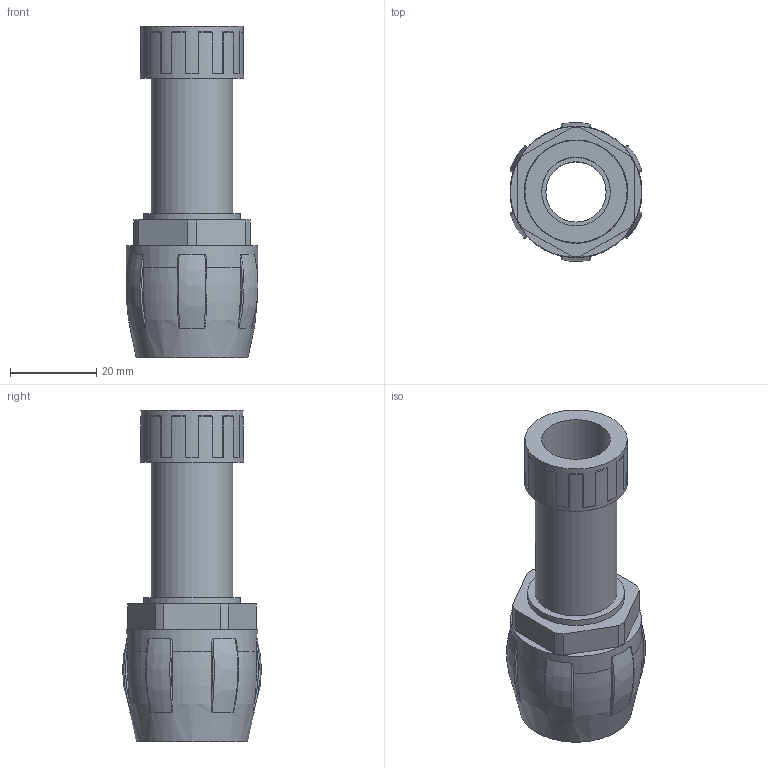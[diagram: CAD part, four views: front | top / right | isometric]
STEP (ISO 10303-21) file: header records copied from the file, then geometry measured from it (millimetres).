
FILE_DESCRIPTION (( 'STEP AP203' ), '1' );
FILE_NAME ('CTA10D-GA16-K41-050 Ìóôòà òðóáà 16 - òðóáà àðìèðîâàííàÿ 16. IP65 GA16 ÈÝÊ (íà çàìåíó).STEP', '2016-07-08T06:04:57', ( '' ), ( '' ), 'SwSTEP 2.0', 'SolidWorks 2014', '' );
FILE_SCHEMA (( 'CONFIG_CONTROL_DESIGN' ));
Length unit declared in the file: millimetre
Products named in the file (1): CTA10D-GA16-K41-050 Ìóôòà òðóáà 16 - òðóáà àðìèðîâàííàÿ 16. IP65 GA16 ÈÝÊ (íà çàìåíó)
Bounding box: 30.69 x 32.27 x 77 mm (x, y, z)
Volume: 17919.3 mm3; surface area: 14343.6 mm2
Topology: 1 solids, 1 shells, 109 faces, 299 edges, 199 vertices
Faces by surface type: plane 63, cylinder 15, cone 12, bspline 12, torus 7
Full cylindrical faces by diameter (mm): 14 x1, 16 x2, 19 x1, 22 x1, 22.5 x1, 23.8 x1, 24 x1, 30.5 x1
Entity records: 4233 total; most frequent: CARTESIAN_POINT 1522, ORIENTED_EDGE 572, DIRECTION 516, EDGE_CURVE 286, AXIS2_PLACEMENT_3D 204, VERTEX_POINT 196, EDGE_LOOP 128, FACE_OUTER_BOUND 119
